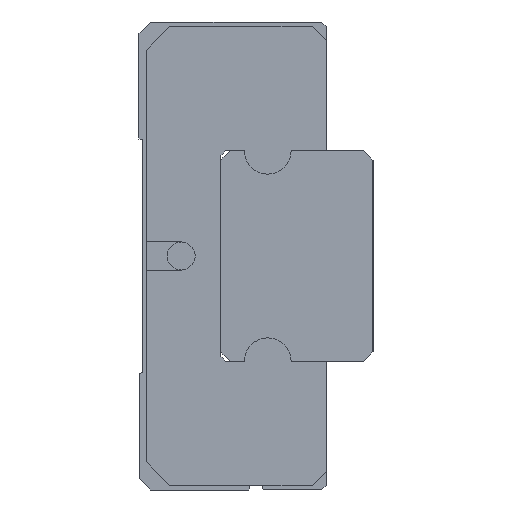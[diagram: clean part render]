
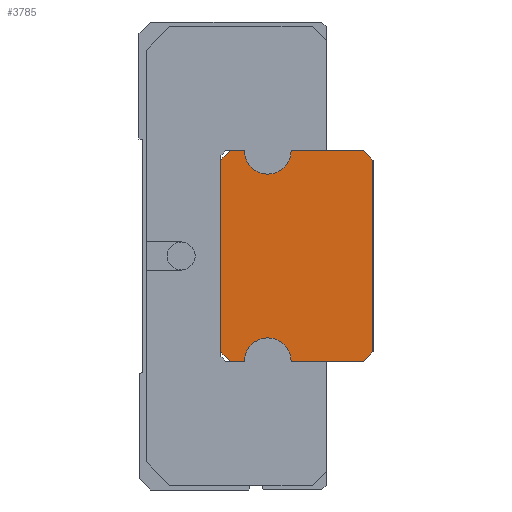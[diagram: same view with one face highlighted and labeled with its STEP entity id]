
A CAD part, left-side view. The second image highlights one B-rep face of the part: STEP entity #3785.
In plain terms, the highlighted face is planar.
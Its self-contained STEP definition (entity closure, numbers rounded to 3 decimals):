
#163 = DIRECTION ( 'NONE',  ( 0., -1., 0. ) ) ;
#328 = DIRECTION ( 'NONE',  ( 0., -1., 0. ) ) ;
#626 = AXIS2_PLACEMENT_3D ( 'NONE', #11548, #1830, #6241 ) ;
#702 = CARTESIAN_POINT ( 'NONE',  ( 4.5, 4.5, -7.6 ) ) ;
#855 = VERTEX_POINT ( 'NONE', #7609 ) ;
#894 = DIRECTION ( 'NONE',  ( 0., 0., -1. ) ) ;
#923 = EDGE_CURVE ( 'NONE', #8394, #6214, #5821, .T. ) ;
#1123 = DIRECTION ( 'NONE',  ( 0., 1., 0. ) ) ;
#1302 = VERTEX_POINT ( 'NONE', #6219 ) ;
#1325 = CARTESIAN_POINT ( 'NONE',  ( 2.5, 6.5, -7.6 ) ) ;
#1423 = LINE ( 'NONE', #5849, #8212 ) ;
#1570 = ORIENTED_EDGE ( 'NONE', *, *, #7155, .T. ) ;
#1595 = CARTESIAN_POINT ( 'NONE',  ( 4.1, 6.5, -7.6 ) ) ;
#1707 = VECTOR ( 'NONE', #12333, 1000. ) ;
#1742 = ORIENTED_EDGE ( 'NONE', *, *, #10110, .T. ) ;
#1783 = VECTOR ( 'NONE', #1123, 1000. ) ;
#1830 = DIRECTION ( 'NONE',  ( 0., 0., -1. ) ) ;
#2743 = VERTEX_POINT ( 'NONE', #9777 ) ;
#2793 = VECTOR ( 'NONE', #10198, 1000. ) ;
#2837 = CARTESIAN_POINT ( 'NONE',  ( -4.775, 5.825, -7.6 ) ) ;
#3347 = ORIENTED_EDGE ( 'NONE', *, *, #5066, .F. ) ;
#3355 = CARTESIAN_POINT ( 'NONE',  ( -4.5, 5.5, -7.6 ) ) ;
#3369 = EDGE_CURVE ( 'NONE', #855, #10072, #12977, .T. ) ;
#3406 = ORIENTED_EDGE ( 'NONE', *, *, #9082, .T. ) ;
#3455 = VERTEX_POINT ( 'NONE', #6963 ) ;
#3559 = ORIENTED_EDGE ( 'NONE', *, *, #923, .F. ) ;
#3563 = DIRECTION ( 'NONE',  ( 0.707, -0.707, 0. ) ) ;
#3595 = DIRECTION ( 'NONE',  ( -1., 0., 0. ) ) ;
#3601 = LINE ( 'NONE', #5529, #8340 ) ;
#3619 = VERTEX_POINT ( 'NONE', #12958 ) ;
#3785 = ADVANCED_FACE ( 'NONE', ( #7874 ), #8017, .F. ) ;
#3830 = CARTESIAN_POINT ( 'NONE',  ( 4.825, 5.775, -7.6 ) ) ;
#3861 = CIRCLE ( 'NONE', #7067, 1. ) ;
#4117 = LINE ( 'NONE', #2837, #7713 ) ;
#4537 = AXIS2_PLACEMENT_3D ( 'NONE', #5585, #9181, #163 ) ;
#4601 = LINE ( 'NONE', #8748, #1707 ) ;
#4602 = LINE ( 'NONE', #9114, #11690 ) ;
#4870 = EDGE_CURVE ( 'NONE', #5223, #12100, #4602, .T. ) ;
#4913 = ORIENTED_EDGE ( 'NONE', *, *, #8885, .T. ) ;
#4968 = AXIS2_PLACEMENT_3D ( 'NONE', #702, #5324, #10497 ) ;
#5066 = EDGE_CURVE ( 'NONE', #13721, #9451, #8440, .T. ) ;
#5084 = ORIENTED_EDGE ( 'NONE', *, *, #12104, .T. ) ;
#5095 = DIRECTION ( 'NONE',  ( -1., 0., 0. ) ) ;
#5223 = VERTEX_POINT ( 'NONE', #3355 ) ;
#5324 = DIRECTION ( 'NONE',  ( 0., 0., -1. ) ) ;
#5431 = CARTESIAN_POINT ( 'NONE',  ( -4.1, 6.5, -7.6 ) ) ;
#5529 = CARTESIAN_POINT ( 'NONE',  ( 4.5, 0., -7.6 ) ) ;
#5585 = CARTESIAN_POINT ( 'NONE',  ( 0.5, 0., -7.6 ) ) ;
#5688 = VECTOR ( 'NONE', #3595, 1000. ) ;
#5821 = LINE ( 'NONE', #1325, #2793 ) ;
#5849 = CARTESIAN_POINT ( 'NONE',  ( -2.95, -1.15, -7.6 ) ) ;
#5981 = ORIENTED_EDGE ( 'NONE', *, *, #4870, .F. ) ;
#5998 = LINE ( 'NONE', #3830, #7469 ) ;
#6214 = VERTEX_POINT ( 'NONE', #1595 ) ;
#6219 = CARTESIAN_POINT ( 'NONE',  ( 4.1, 0., -7.6 ) ) ;
#6241 = DIRECTION ( 'NONE',  ( -1., 0., 0. ) ) ;
#6767 = EDGE_LOOP ( 'NONE', ( #5084, #3559, #13834, #5981, #1742, #7017, #4913, #10695, #1570, #13275, #13959, #3406, #3347 ) ) ;
#6963 = CARTESIAN_POINT ( 'NONE',  ( 4.5, 3.5, -7.6 ) ) ;
#7017 = ORIENTED_EDGE ( 'NONE', *, *, #3369, .F. ) ;
#7067 = AXIS2_PLACEMENT_3D ( 'NONE', #9694, #894, #5095 ) ;
#7155 = EDGE_CURVE ( 'NONE', #1302, #2743, #4601, .T. ) ;
#7469 = VECTOR ( 'NONE', #8204, 1000. ) ;
#7609 = CARTESIAN_POINT ( 'NONE',  ( -4.5, 0.4, -7.6 ) ) ;
#7677 = CARTESIAN_POINT ( 'NONE',  ( 4.5, 6.1, -7.6 ) ) ;
#7713 = VECTOR ( 'NONE', #13983, 1000. ) ;
#7874 = FACE_OUTER_BOUND ( 'NONE', #6767, .T. ) ;
#8012 = EDGE_CURVE ( 'NONE', #1302, #3619, #11261, .T. ) ;
#8017 = PLANE ( 'NONE',  #4537 ) ;
#8159 = DIRECTION ( 'NONE',  ( 0., -1., 0. ) ) ;
#8204 = DIRECTION ( 'NONE',  ( -0.707, 0.707, 0. ) ) ;
#8212 = VECTOR ( 'NONE', #3563, 1000. ) ;
#8340 = VECTOR ( 'NONE', #328, 1000. ) ;
#8376 = CIRCLE ( 'NONE', #626, 1. ) ;
#8394 = VERTEX_POINT ( 'NONE', #5431 ) ;
#8440 = LINE ( 'NONE', #9249, #12149 ) ;
#8637 = CARTESIAN_POINT ( 'NONE',  ( 4.5, 5.5, -7.6 ) ) ;
#8748 = CARTESIAN_POINT ( 'NONE',  ( 3.4, -0.7, -7.6 ) ) ;
#8885 = EDGE_CURVE ( 'NONE', #855, #3619, #1423, .T. ) ;
#9071 = EDGE_CURVE ( 'NONE', #8394, #12100, #4117, .T. ) ;
#9082 = EDGE_CURVE ( 'NONE', #11729, #9451, #10918, .T. ) ;
#9114 = CARTESIAN_POINT ( 'NONE',  ( -4.5, 3.25, -7.6 ) ) ;
#9181 = DIRECTION ( 'NONE',  ( 0., 0., -1. ) ) ;
#9249 = CARTESIAN_POINT ( 'NONE',  ( 4.5, 2.75, -7.6 ) ) ;
#9451 = VERTEX_POINT ( 'NONE', #8637 ) ;
#9694 = CARTESIAN_POINT ( 'NONE',  ( 4.5, 4.5, -7.6 ) ) ;
#9777 = CARTESIAN_POINT ( 'NONE',  ( 4.5, 0.4, -7.6 ) ) ;
#10072 = VERTEX_POINT ( 'NONE', #12277 ) ;
#10102 = CARTESIAN_POINT ( 'NONE',  ( 3.5, 4.5, -7.6 ) ) ;
#10110 = EDGE_CURVE ( 'NONE', #5223, #10072, #8376, .T. ) ;
#10198 = DIRECTION ( 'NONE',  ( 1., 0., 0. ) ) ;
#10497 = DIRECTION ( 'NONE',  ( -1., 0., 0. ) ) ;
#10695 = ORIENTED_EDGE ( 'NONE', *, *, #8012, .F. ) ;
#10918 = CIRCLE ( 'NONE', #4968, 1. ) ;
#11037 = CARTESIAN_POINT ( 'NONE',  ( 0.65, 0., -7.6 ) ) ;
#11138 = EDGE_CURVE ( 'NONE', #3455, #11729, #3861, .T. ) ;
#11261 = LINE ( 'NONE', #11037, #5688 ) ;
#11443 = CARTESIAN_POINT ( 'NONE',  ( -4.5, 6.1, -7.6 ) ) ;
#11548 = CARTESIAN_POINT ( 'NONE',  ( -4.5, 4.5, -7.6 ) ) ;
#11690 = VECTOR ( 'NONE', #12335, 1000. ) ;
#11729 = VERTEX_POINT ( 'NONE', #10102 ) ;
#12100 = VERTEX_POINT ( 'NONE', #11443 ) ;
#12104 = EDGE_CURVE ( 'NONE', #13721, #6214, #5998, .T. ) ;
#12149 = VECTOR ( 'NONE', #8159, 1000. ) ;
#12277 = CARTESIAN_POINT ( 'NONE',  ( -4.5, 3.5, -7.6 ) ) ;
#12333 = DIRECTION ( 'NONE',  ( 0.707, 0.707, 0. ) ) ;
#12335 = DIRECTION ( 'NONE',  ( 0., 1., 0. ) ) ;
#12958 = CARTESIAN_POINT ( 'NONE',  ( -4.1, 0., -7.6 ) ) ;
#12977 = LINE ( 'NONE', #13187, #1783 ) ;
#13187 = CARTESIAN_POINT ( 'NONE',  ( -4.5, 1.75, -7.6 ) ) ;
#13275 = ORIENTED_EDGE ( 'NONE', *, *, #13731, .F. ) ;
#13721 = VERTEX_POINT ( 'NONE', #7677 ) ;
#13731 = EDGE_CURVE ( 'NONE', #3455, #2743, #3601, .T. ) ;
#13834 = ORIENTED_EDGE ( 'NONE', *, *, #9071, .T. ) ;
#13959 = ORIENTED_EDGE ( 'NONE', *, *, #11138, .T. ) ;
#13983 = DIRECTION ( 'NONE',  ( -0.707, -0.707, 0. ) ) ;
